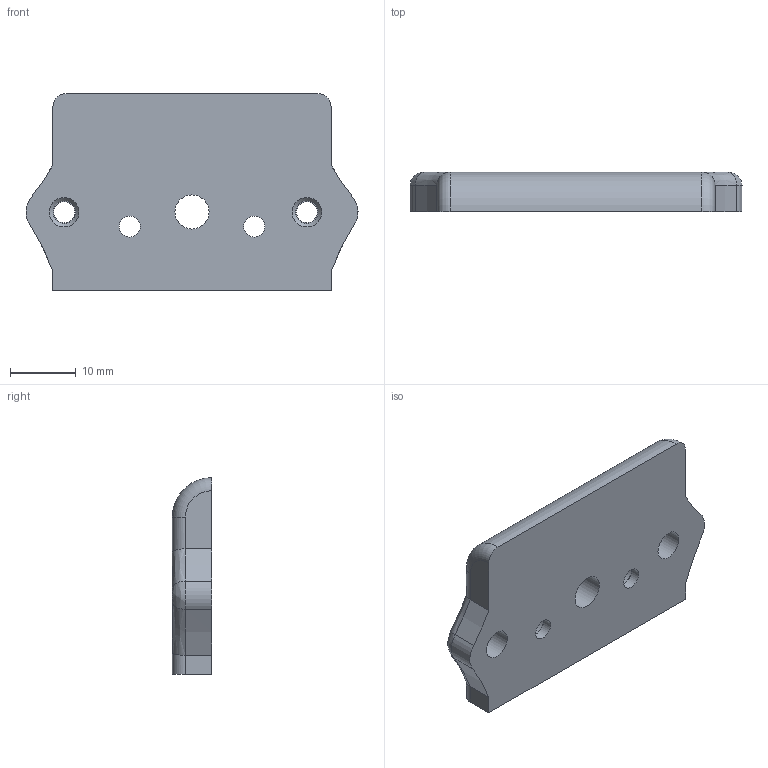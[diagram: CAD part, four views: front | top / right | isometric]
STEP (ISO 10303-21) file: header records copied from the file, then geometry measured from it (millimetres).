
FILE_DESCRIPTION(/* description */ (''),/* implementation_level */ '2;1');
FILE_NAME(/* name */ 'Orbiter_2_Mount.step',/* time_stamp */ '2022-04-01T20:42:09-07:00',/* author */ (''),/* organization */ (''),/* preprocessor_version */ 'ST-DEVELOPER v18.1',/* originating_system */ 'Autodesk Translation Framework v10.14.0.1471',/* authorisation */ '');
FILE_SCHEMA (('AUTOMOTIVE_DESIGN { 1 0 10303 214 3 1 1 }'));
Length unit declared in the file: millimetre
Products named in the file (1): Orbiter_2_Mount
Bounding box: 50.62 x 6 x 29.99 mm (x, y, z)
Volume: 7210 mm3; surface area: 3677 mm2
Topology: 1 solids, 1 shells, 43 faces, 97 edges, 60 vertices
Faces by surface type: cylinder 16, plane 11, bspline 10, cone 4, torus 2
Full cylindrical faces by diameter (mm): 3.2 x4, 4.5 x4, 5.2 x1
Entity records: 1615 total; most frequent: CARTESIAN_POINT 644, ORIENTED_EDGE 194, DIRECTION 183, EDGE_CURVE 97, AXIS2_PLACEMENT_3D 72, VERTEX_POINT 60, EDGE_LOOP 57, FACE_OUTER_BOUND 43
